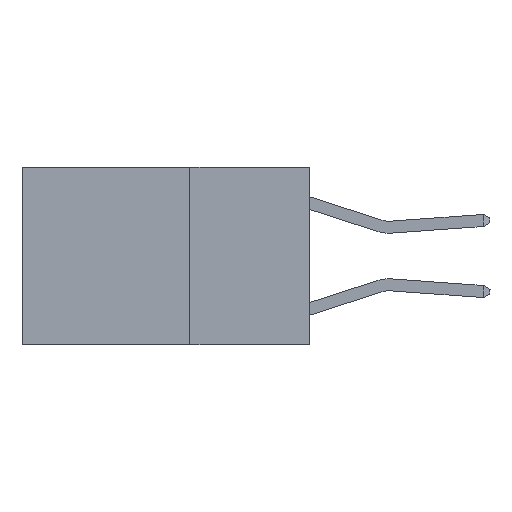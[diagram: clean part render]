
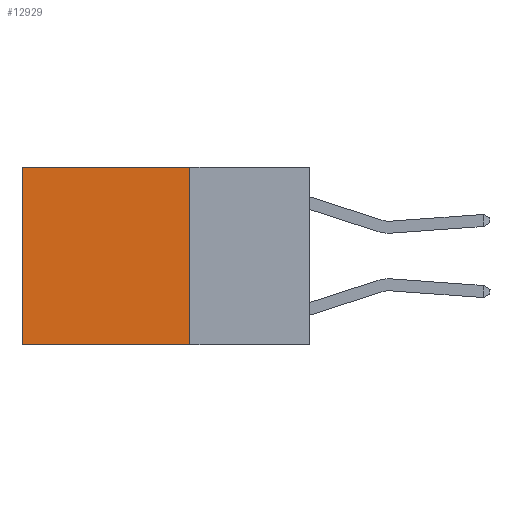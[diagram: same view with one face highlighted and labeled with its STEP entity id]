
A CAD part, left-side view. The second image highlights one B-rep face of the part: STEP entity #12929.
In plain terms, the highlighted planar face has unit normal (-1, 0, 0).
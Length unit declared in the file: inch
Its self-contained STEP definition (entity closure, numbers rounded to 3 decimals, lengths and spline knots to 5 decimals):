
#1680 = CARTESIAN_POINT ( 'NONE',  ( 0.2625, 0.6, 0. ) ) ;
#2381 = CARTESIAN_POINT ( 'NONE',  ( 0.2625, 0.6, -0.37 ) ) ;
#2938 = CARTESIAN_POINT ( 'NONE',  ( 0.2625, 0.25, -0.37 ) ) ;
#3723 = CARTESIAN_POINT ( 'NONE',  ( 0.2625, 0.25, 0. ) ) ;
#3961 = VECTOR ( 'NONE', #14914, 39.37008 ) ;
#4399 = DIRECTION ( 'NONE',  ( 1., 0., 0. ) ) ;
#5356 = AXIS2_PLACEMENT_3D ( 'NONE', #14517, #4399, #16286 ) ;
#5441 = DIRECTION ( 'NONE',  ( 0., 1., 0. ) ) ;
#6928 = FACE_OUTER_BOUND ( 'NONE', #20897, .T. ) ;
#7268 = LINE ( 'NONE', #3723, #20198 ) ;
#7947 = EDGE_CURVE ( 'NONE', #18998, #18160, #17511, .T. ) ;
#9535 = LINE ( 'NONE', #14633, #13528 ) ;
#9929 = ORIENTED_EDGE ( 'NONE', *, *, #15138, .F. ) ;
#10148 = ORIENTED_EDGE ( 'NONE', *, *, #19132, .T. ) ;
#10496 = ORIENTED_EDGE ( 'NONE', *, *, #7947, .F. ) ;
#11304 = DIRECTION ( 'NONE',  ( 0., 0., -1. ) ) ;
#11369 = CARTESIAN_POINT ( 'NONE',  ( 0.2625, 0.25, 0. ) ) ;
#11797 = VECTOR ( 'NONE', #13578, 39.37008 ) ;
#12929 = ADVANCED_FACE ( 'NONE', ( #6928 ), #14588, .F. ) ;
#13528 = VECTOR ( 'NONE', #11304, 39.37008 ) ;
#13578 = DIRECTION ( 'NONE',  ( 0., 0., -1. ) ) ;
#14517 = CARTESIAN_POINT ( 'NONE',  ( 0.2625, 0.25, 0. ) ) ;
#14588 = PLANE ( 'NONE',  #5356 ) ;
#14633 = CARTESIAN_POINT ( 'NONE',  ( 0.2625, 0.25, 0. ) ) ;
#14914 = DIRECTION ( 'NONE',  ( 0., 1., 0. ) ) ;
#15138 = EDGE_CURVE ( 'NONE', #21610, #18998, #9535, .T. ) ;
#16284 = LINE ( 'NONE', #1680, #11797 ) ;
#16286 = DIRECTION ( 'NONE',  ( 0., 0., -1. ) ) ;
#16863 = VERTEX_POINT ( 'NONE', #19602 ) ;
#16947 = ORIENTED_EDGE ( 'NONE', *, *, #18019, .T. ) ;
#17511 = LINE ( 'NONE', #2938, #3961 ) ;
#18019 = EDGE_CURVE ( 'NONE', #21610, #16863, #7268, .T. ) ;
#18160 = VERTEX_POINT ( 'NONE', #2381 ) ;
#18998 = VERTEX_POINT ( 'NONE', #21525 ) ;
#19132 = EDGE_CURVE ( 'NONE', #16863, #18160, #16284, .T. ) ;
#19602 = CARTESIAN_POINT ( 'NONE',  ( 0.2625, 0.6, 0. ) ) ;
#20198 = VECTOR ( 'NONE', #5441, 39.37008 ) ;
#20897 = EDGE_LOOP ( 'NONE', ( #10148, #10496, #9929, #16947 ) ) ;
#21525 = CARTESIAN_POINT ( 'NONE',  ( 0.2625, 0.25, -0.37 ) ) ;
#21610 = VERTEX_POINT ( 'NONE', #11369 ) ;
